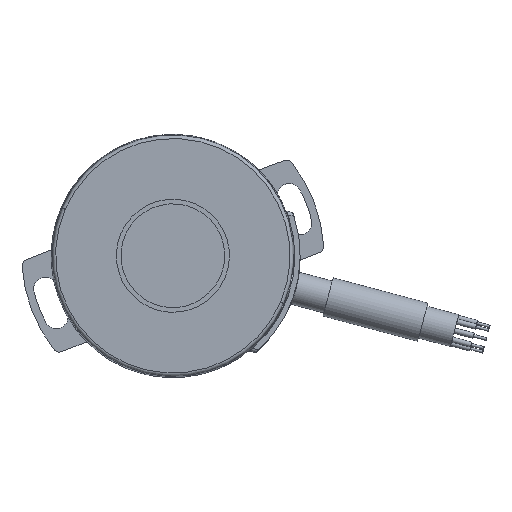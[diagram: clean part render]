
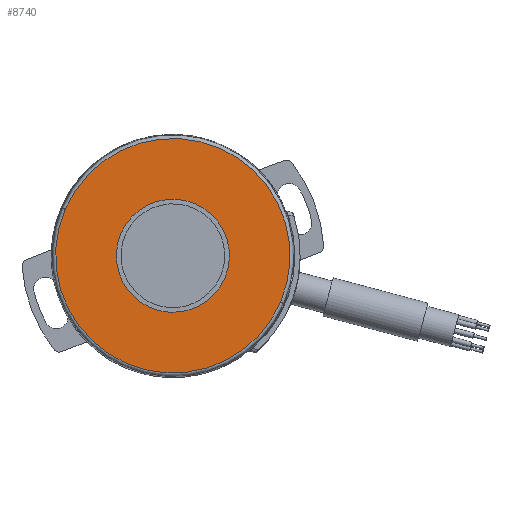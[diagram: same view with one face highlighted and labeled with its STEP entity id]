
A CAD part, top view. The second image highlights one B-rep face of the part: STEP entity #8740.
In plain terms, the highlighted planar face has unit normal (0, 0, 1).
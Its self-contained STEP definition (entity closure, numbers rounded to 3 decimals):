
#3680=CARTESIAN_POINT('',(591.298,95.595,
16.45));
#3690=VERTEX_POINT('',#3680);
#3780=CARTESIAN_POINT('',(626.973,95.595,
16.45));
#3790=VERTEX_POINT('',#3780);
#3820=CARTESIAN_POINT('',(609.136,95.595,
16.45));
#3830=DIRECTION('',(0.,0.,-1.));
#3840=DIRECTION('',(-1.,0.,0.));
#3850=AXIS2_PLACEMENT_3D('',#3820,#3830,#3840);
#3860=CIRCLE('',#3850,17.837);
#3870=EDGE_CURVE('',#3690,#3790,#3860,.T.);
#8490=CARTESIAN_POINT('',(608.141,99.794,
16.45));
#8500=DIRECTION('',(-0.,0.,1.));
#8510=DIRECTION('',(0.766,-0.643,0.));
#8520=AXIS2_PLACEMENT_3D('',#8490,#8500,#8510);
#8530=PLANE('',#8520);
#8540=CARTESIAN_POINT('',(609.136,95.595,
16.45));
#8550=DIRECTION('',(0.,0.,1.));
#8560=DIRECTION('',(0.94,0.342,0.));
#8570=AXIS2_PLACEMENT_3D('',#8540,#8550,#8560);
#8580=CIRCLE('',#8570,8.6);
#8590=CARTESIAN_POINT('',(617.217,98.537,
16.45));
#8600=VERTEX_POINT('',#8590);
#8610=CARTESIAN_POINT('',(601.054,92.654,
16.45));
#8620=VERTEX_POINT('',#8610);
#8630=EDGE_CURVE('',#8600,#8620,#8580,.T.);
#8640=ORIENTED_EDGE('',*,*,#8630,.F.);
#8650=EDGE_CURVE('',#8620,#8600,#8580,.T.);
#8660=ORIENTED_EDGE('',*,*,#8650,.F.);
#8670=EDGE_LOOP('',(#8660,#8640));
#8680=FACE_BOUND('',#8670,.T.);
#8690=EDGE_CURVE('',#3790,#3690,#3860,.T.);
#8700=ORIENTED_EDGE('',*,*,#8690,.F.);
#8710=ORIENTED_EDGE('',*,*,#3870,.F.);
#8720=EDGE_LOOP('',(#8710,#8700));
#8730=FACE_OUTER_BOUND('',#8720,.T.);
#8740=ADVANCED_FACE('',(#8680,#8730),#8530,.T.);
